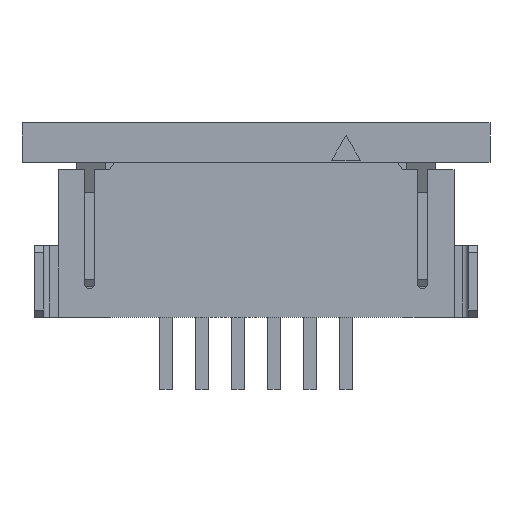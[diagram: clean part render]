
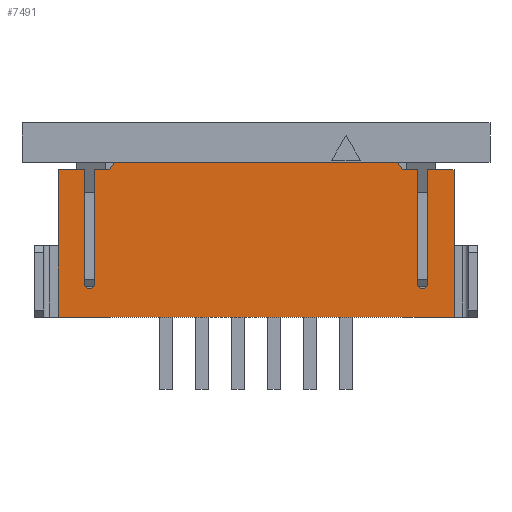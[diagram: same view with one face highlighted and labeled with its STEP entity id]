
A CAD part, front view. The second image highlights one B-rep face of the part: STEP entity #7491.
In plain terms, the highlighted planar face has unit normal (0, -1, 0).
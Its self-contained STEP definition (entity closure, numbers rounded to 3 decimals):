
#9=DIRECTION('',(0.,0.,-1.));
#10=VECTOR('',#9,4.1);
#11=CARTESIAN_POINT('',(-5.5,0.,4.1));
#12=LINE('',#11,#10);
#1594=DIRECTION('',(0.,0.,-1.));
#1595=VECTOR('',#1594,3.15);
#1596=CARTESIAN_POINT('',(-4.775,0.,4.1));
#1597=LINE('',#1596,#1595);
#1598=CARTESIAN_POINT('',(-4.625,0.,0.95));
#1599=DIRECTION('',(0.,-1.,0.));
#1600=DIRECTION('',(-1.,0.,0.));
#1601=AXIS2_PLACEMENT_3D('',#1598,#1599,#1600);
#1603=DIRECTION('',(0.,0.,1.));
#1604=VECTOR('',#1603,3.15);
#1605=CARTESIAN_POINT('',(-4.475,0.,0.95));
#1606=LINE('',#1605,#1604);
#1607=DIRECTION('',(1.,0.,0.));
#1608=VECTOR('',#1607,0.4);
#1609=CARTESIAN_POINT('',(-4.475,0.,4.1));
#1610=LINE('',#1609,#1608);
#1611=DIRECTION('',(0.6,0.,0.8));
#1612=VECTOR('',#1611,0.25);
#1613=CARTESIAN_POINT('',(-4.075,0.,4.1));
#1614=LINE('',#1613,#1612);
#1615=DIRECTION('',(1.,0.,0.));
#1616=VECTOR('',#1615,7.85);
#1617=CARTESIAN_POINT('',(-3.925,0.,4.3));
#1618=LINE('',#1617,#1616);
#1619=DIRECTION('',(0.6,0.,-0.8));
#1620=VECTOR('',#1619,0.25);
#1621=CARTESIAN_POINT('',(3.925,0.,4.3));
#1622=LINE('',#1621,#1620);
#1623=DIRECTION('',(-1.,0.,0.));
#1624=VECTOR('',#1623,0.4);
#1625=CARTESIAN_POINT('',(4.475,0.,4.1));
#1626=LINE('',#1625,#1624);
#1627=DIRECTION('',(0.,0.,-1.));
#1628=VECTOR('',#1627,3.15);
#1629=CARTESIAN_POINT('',(4.475,0.,4.1));
#1630=LINE('',#1629,#1628);
#1631=CARTESIAN_POINT('',(4.625,0.,0.95));
#1632=DIRECTION('',(0.,-1.,0.));
#1633=DIRECTION('',(-1.,0.,0.));
#1634=AXIS2_PLACEMENT_3D('',#1631,#1632,#1633);
#1636=DIRECTION('',(0.,0.,1.));
#1637=VECTOR('',#1636,3.15);
#1638=CARTESIAN_POINT('',(4.775,0.,0.95));
#1639=LINE('',#1638,#1637);
#1640=DIRECTION('',(-1.,0.,0.));
#1641=VECTOR('',#1640,0.725);
#1642=CARTESIAN_POINT('',(5.5,0.,4.1));
#1643=LINE('',#1642,#1641);
#1644=DIRECTION('',(1.,0.,0.));
#1645=VECTOR('',#1644,0.725);
#1646=CARTESIAN_POINT('',(-5.5,0.,4.1));
#1647=LINE('',#1646,#1645);
#2078=DIRECTION('',(1.,0.,0.));
#2079=VECTOR('',#2078,11.);
#2080=CARTESIAN_POINT('',(-5.5,0.,0.));
#2081=LINE('',#2080,#2079);
#2222=DIRECTION('',(0.,0.,-1.));
#2223=VECTOR('',#2222,4.1);
#2224=CARTESIAN_POINT('',(5.5,0.,4.1));
#2225=LINE('',#2224,#2223);
#4165=CARTESIAN_POINT('',(-5.5,0.,0.));
#4166=CARTESIAN_POINT('',(5.5,0.,0.));
#4167=VERTEX_POINT('',#4165);
#4168=VERTEX_POINT('',#4166);
#4173=CARTESIAN_POINT('',(-4.075,0.,4.1));
#4174=CARTESIAN_POINT('',(-3.925,0.,4.3));
#4175=VERTEX_POINT('',#4173);
#4176=VERTEX_POINT('',#4174);
#4177=CARTESIAN_POINT('',(-5.5,0.,4.1));
#4178=VERTEX_POINT('',#4177);
#4179=CARTESIAN_POINT('',(5.5,0.,4.1));
#4180=VERTEX_POINT('',#4179);
#4181=CARTESIAN_POINT('',(3.925,0.,4.3));
#4182=VERTEX_POINT('',#4181);
#4183=CARTESIAN_POINT('',(-4.775,0.,4.1));
#4184=CARTESIAN_POINT('',(-4.775,0.,0.95));
#4185=VERTEX_POINT('',#4183);
#4186=VERTEX_POINT('',#4184);
#4187=CARTESIAN_POINT('',(-4.475,0.,0.95));
#4188=VERTEX_POINT('',#4187);
#4189=CARTESIAN_POINT('',(-4.475,0.,4.1));
#4190=VERTEX_POINT('',#4189);
#4191=CARTESIAN_POINT('',(4.475,0.,4.1));
#4192=CARTESIAN_POINT('',(4.475,0.,0.95));
#4193=VERTEX_POINT('',#4191);
#4194=VERTEX_POINT('',#4192);
#4195=CARTESIAN_POINT('',(4.775,0.,0.95));
#4196=VERTEX_POINT('',#4195);
#4197=CARTESIAN_POINT('',(4.775,0.,4.1));
#4198=VERTEX_POINT('',#4197);
#4283=CARTESIAN_POINT('',(4.075,0.,4.1));
#4284=VERTEX_POINT('',#4283);
#7458=CARTESIAN_POINT('',(-5.5,0.,4.3));
#7459=DIRECTION('',(0.,-1.,0.));
#7460=DIRECTION('',(0.,0.,-1.));
#7461=AXIS2_PLACEMENT_3D('',#7458,#7459,#7460);
#7462=PLANE('',#7461);
#7464=ORIENTED_EDGE('',*,*,#7463,.T.);
#7466=ORIENTED_EDGE('',*,*,#7465,.T.);
#7468=ORIENTED_EDGE('',*,*,#7467,.T.);
#7470=ORIENTED_EDGE('',*,*,#7469,.T.);
#7472=ORIENTED_EDGE('',*,*,#7471,.T.);
#7473=ORIENTED_EDGE('',*,*,#6836,.T.);
#7475=ORIENTED_EDGE('',*,*,#7474,.T.);
#7476=ORIENTED_EDGE('',*,*,#7294,.F.);
#7477=ORIENTED_EDGE('',*,*,#7201,.T.);
#7479=ORIENTED_EDGE('',*,*,#7478,.T.);
#7480=ORIENTED_EDGE('',*,*,#7425,.T.);
#7481=ORIENTED_EDGE('',*,*,#7278,.F.);
#7483=ORIENTED_EDGE('',*,*,#7482,.T.);
#7485=ORIENTED_EDGE('',*,*,#7484,.F.);
#7486=ORIENTED_EDGE('',*,*,#5514,.F.);
#7488=ORIENTED_EDGE('',*,*,#7487,.T.);
#7489=EDGE_LOOP('',(#7464,#7466,#7468,#7470,#7472,#7473,#7475,#7476,#7477,#7479,
#7480,#7481,#7483,#7485,#7486,#7488));
#7490=FACE_OUTER_BOUND('',#7489,.F.);
#7491=ADVANCED_FACE('',(#7490),#7462,.T.);
#1602=CIRCLE('',#1601,0.15);
#1635=CIRCLE('',#1634,0.15);
#5514=EDGE_CURVE('',#4178,#4167,#12,.T.);
#6836=EDGE_CURVE('',#4176,#4182,#1618,.T.);
#7201=EDGE_CURVE('',#4193,#4194,#1630,.T.);
#7278=EDGE_CURVE('',#4180,#4198,#1643,.T.);
#7294=EDGE_CURVE('',#4193,#4284,#1626,.T.);
#7425=EDGE_CURVE('',#4196,#4198,#1639,.T.);
#7463=EDGE_CURVE('',#4185,#4186,#1597,.T.);
#7465=EDGE_CURVE('',#4186,#4188,#1602,.T.);
#7467=EDGE_CURVE('',#4188,#4190,#1606,.T.);
#7469=EDGE_CURVE('',#4190,#4175,#1610,.T.);
#7471=EDGE_CURVE('',#4175,#4176,#1614,.T.);
#7474=EDGE_CURVE('',#4182,#4284,#1622,.T.);
#7478=EDGE_CURVE('',#4194,#4196,#1635,.T.);
#7482=EDGE_CURVE('',#4180,#4168,#2225,.T.);
#7484=EDGE_CURVE('',#4167,#4168,#2081,.T.);
#7487=EDGE_CURVE('',#4178,#4185,#1647,.T.);
